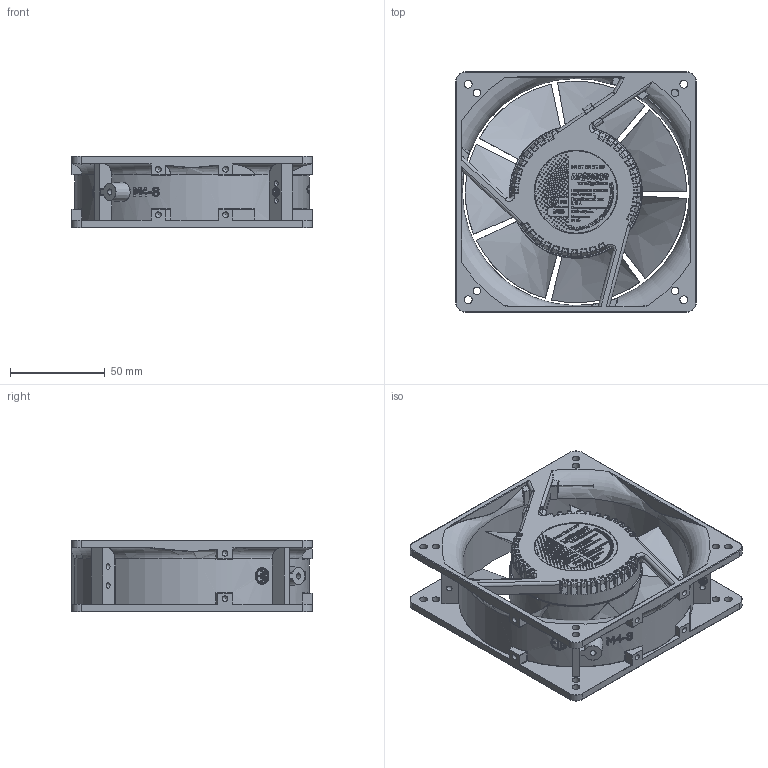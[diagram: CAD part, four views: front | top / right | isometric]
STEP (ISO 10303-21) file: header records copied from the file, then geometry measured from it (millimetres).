
FILE_DESCRIPTION(/* description */ (''),/* implementation_level */ '2;1');
FILE_NAME(/* name */ 'VENT-12738.220VAC.7PSHB Вентилятор в сборе.stp',/* time_stamp */ '2021-01-15T17:41:49+07:00',/* author */ ('Omalon'),/* organization */ (''),/* preprocessor_version */ 'ST-DEVELOPER v17.2',/* originating_system */ 'Autodesk Inventor 2019',/* authorisation */ '');
FILE_SCHEMA (('AUTOMOTIVE_DESIGN { 1 0 10303 214 3 1 1 }'));
Length unit declared in the file: millimetre
Products named in the file (8): VENT-12738.220VAC.7PSHB Вентилятор 
в сборе; Корпус VENT-12738.220VAC.7P
SHB; Планка крепежная 
VENT-12738.220VAC.7PSHB; Короб штекера 
VENT-12738.220VAC.7PSHB; Планка штекера 
VENT-12738.220VAC.7PSHB; Крыльчатка VENT
-12738.220VAC.7PSHB; Табличка VENT-12738.2
20VAC.7PSHB; Винт 2.M3-6gx5 ГОСТ 
17475-80
Assembly tree (8 placements, depth 2):
  VENT-12738.220VAC.7PSHB Вентилятор 
в сборе
    Корпус VENT-12738.220VAC.7P
SHB
    Планка крепежная 
VENT-12738.220VAC.7PSHB
    Короб штекера 
VENT-12738.220VAC.7PSHB
    Планка штекера 
VENT-12738.220VAC.7PSHB  x2
    Крыльчатка VENT
-12738.220VAC.7PSHB
    Табличка VENT-12738.2
20VAC.7PSHB
    Винт 2.M3-6gx5 ГОСТ 
17475-80
Bounding box: 127 x 127 x 38 mm (x, y, z)
Volume: 224010.4 mm3; surface area: 107242.3 mm2
Topology: 8 solids, 10 shells, 6413 faces, 15760 edges, 9774 vertices
Faces by surface type: bspline 2508, plane 2038, cylinder 1078, torus 513, sphere 232, cone 44
Full cylindrical faces by diameter (mm): 1 x2, 2.399 x1, 3 x1, 3.2 x3, 4.1 x16, 5 x2, 5.6 x1, 7.3 x1, 8.5 x1, 32 x1, 33.8 x1, 43.5 x1, 44 x1, 68 x1, 68.2 x1, 120 x1
Entity records: 227652 total; most frequent: CARTESIAN_POINT 91326, ORIENTED_EDGE 31248, DIRECTION 22216, EDGE_CURVE 15624, VERTEX_POINT 9727, AXIS2_PLACEMENT_3D 7552, LINE 7112, VECTOR 7112
